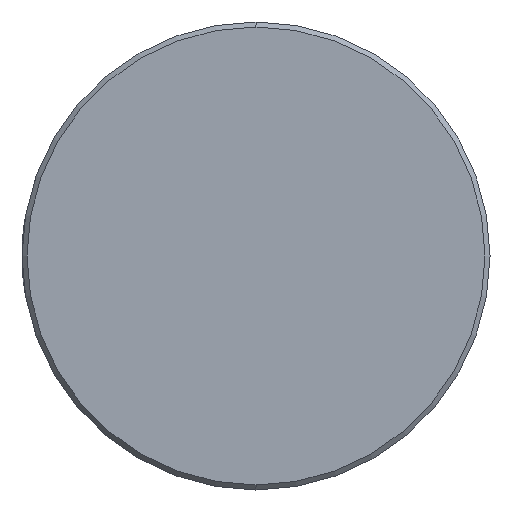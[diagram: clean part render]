
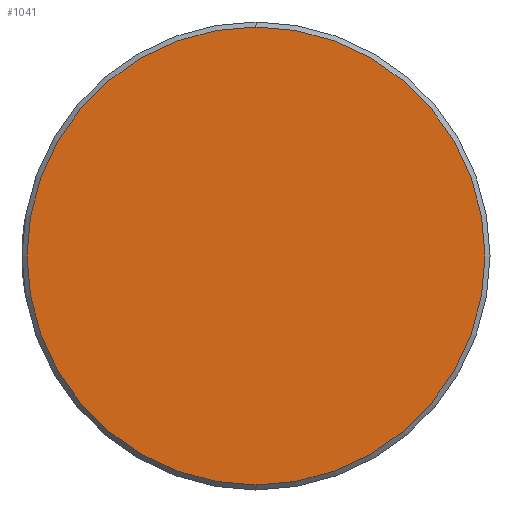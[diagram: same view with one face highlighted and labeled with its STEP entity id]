
A CAD part, left-side view. The second image highlights one B-rep face of the part: STEP entity #1041.
In plain terms, the highlighted planar face has unit normal (-1, 0, 0).
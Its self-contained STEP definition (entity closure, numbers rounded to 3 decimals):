
#45 = CARTESIAN_POINT ( 'NONE',  ( -5., 0., 0. ) ) ;
#54 = VERTEX_POINT ( 'NONE', #1279 ) ;
#58 = CIRCLE ( 'NONE', #1227, 13.7 ) ;
#131 = CIRCLE ( 'NONE', #492, 13.7 ) ;
#132 = CARTESIAN_POINT ( 'NONE',  ( -5., 0., 0. ) ) ;
#147 = PLANE ( 'NONE',  #1295 ) ;
#155 = DIRECTION ( 'NONE',  ( -1., 0., 0. ) ) ;
#244 = DIRECTION ( 'NONE',  ( 0., 0., 1. ) ) ;
#331 = ORIENTED_EDGE ( 'NONE', *, *, #1043, .T. ) ;
#437 = CARTESIAN_POINT ( 'NONE',  ( -5., 0., 13.7 ) ) ;
#492 = AXIS2_PLACEMENT_3D ( 'NONE', #132, #851, #244 ) ;
#578 = DIRECTION ( 'NONE',  ( -1., 0., 0. ) ) ;
#685 = VERTEX_POINT ( 'NONE', #437 ) ;
#851 = DIRECTION ( 'NONE',  ( -1., 0., 0. ) ) ;
#876 = DIRECTION ( 'NONE',  ( 0., 0., 1. ) ) ;
#949 = EDGE_CURVE ( 'NONE', #54, #685, #131, .T. ) ;
#1041 = ADVANCED_FACE ( 'NONE', ( #1126 ), #147, .T. ) ;
#1043 = EDGE_CURVE ( 'NONE', #685, #54, #58, .T. ) ;
#1117 = ORIENTED_EDGE ( 'NONE', *, *, #949, .T. ) ;
#1126 = FACE_OUTER_BOUND ( 'NONE', #1226, .T. ) ;
#1177 = CARTESIAN_POINT ( 'NONE',  ( -5., 0., 0. ) ) ;
#1226 = EDGE_LOOP ( 'NONE', ( #1117, #331 ) ) ;
#1227 = AXIS2_PLACEMENT_3D ( 'NONE', #1177, #578, #1275 ) ;
#1275 = DIRECTION ( 'NONE',  ( 0., 0., 1. ) ) ;
#1279 = CARTESIAN_POINT ( 'NONE',  ( -5., 0., -13.7 ) ) ;
#1295 = AXIS2_PLACEMENT_3D ( 'NONE', #45, #155, #876 ) ;
